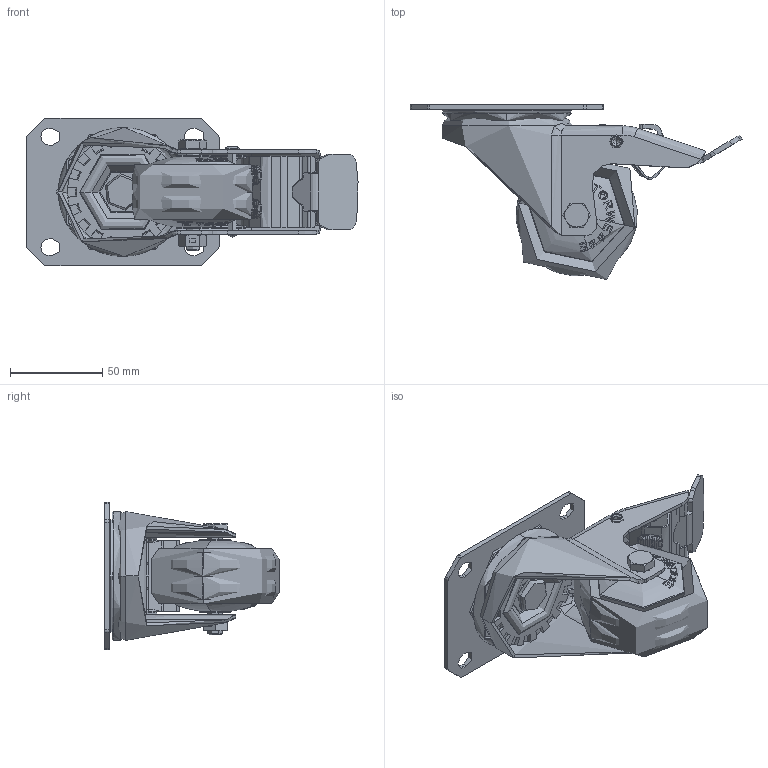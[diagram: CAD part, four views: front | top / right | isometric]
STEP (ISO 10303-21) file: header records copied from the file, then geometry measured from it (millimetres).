
FILE_DESCRIPTION (( 'STEP AP214' ), '1' );
FILE_NAME ('0055708.step', '2024-05-13T07:46:34', ( '' ), ( '' ), 'SwSTEP 2.0', 'SolidWorks 2020', '' );
FILE_SCHEMA (( 'AUTOMOTIVE_DESIGN' ));
Length unit declared in the file: millimetre
Products named in the file (1): 0055708
Bounding box: 180.21 x 94.82 x 80 mm (x, y, z)
Volume: 202532.3 mm3; surface area: 130599.2 mm2
Topology: 13 solids, 13 shells, 1584 faces, 4065 edges, 2538 vertices
Faces by surface type: bspline 460, plane 413, cylinder 380, torus 231, cone 96, sphere 4
Entity records: 89485 total; most frequent: CARTESIAN_POINT 36700, ORIENTED_EDGE 8094, DIRECTION 6310, EDGE_CURVE 4047, VERTEX_POINT 2538, AXIS2_PLACEMENT_3D 2502, EDGE_LOOP 1679, UNCERTAINTY_MEASURE_WITH_UNIT 1599
